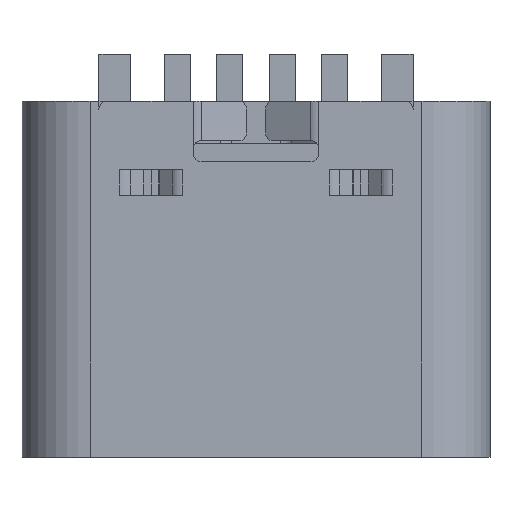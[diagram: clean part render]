
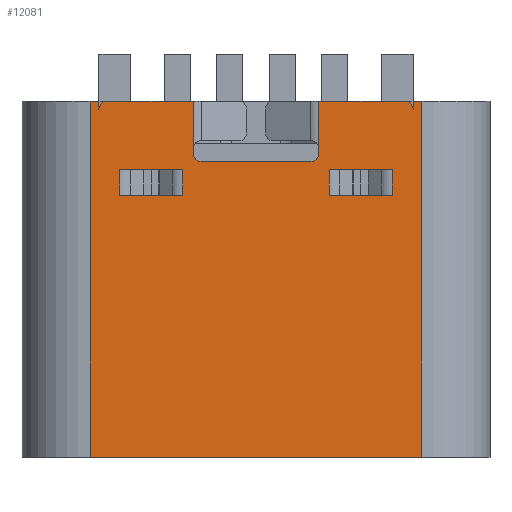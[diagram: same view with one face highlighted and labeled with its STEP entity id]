
A CAD part, top view. The second image highlights one B-rep face of the part: STEP entity #12081.
In plain terms, the highlighted planar face has unit normal (0, 0, 1).
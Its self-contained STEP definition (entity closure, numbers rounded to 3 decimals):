
#290=CIRCLE('',#12661,0.15);
#291=CIRCLE('',#12662,0.15);
#292=CIRCLE('',#12663,0.15);
#293=CIRCLE('',#12664,0.15);
#1568=ORIENTED_EDGE('',*,*,#3798,.F.);
#1569=ORIENTED_EDGE('',*,*,#3683,.T.);
#1570=ORIENTED_EDGE('',*,*,#3641,.T.);
#1571=ORIENTED_EDGE('',*,*,#3793,.F.);
#1572=ORIENTED_EDGE('',*,*,#3799,.F.);
#1573=ORIENTED_EDGE('',*,*,#3800,.T.);
#1574=ORIENTED_EDGE('',*,*,#3667,.T.);
#1575=ORIENTED_EDGE('',*,*,#3678,.F.);
#1576=ORIENTED_EDGE('',*,*,#3801,.F.);
#1577=ORIENTED_EDGE('',*,*,#3664,.T.);
#1578=ORIENTED_EDGE('',*,*,#3802,.T.);
#1579=ORIENTED_EDGE('',*,*,#3803,.F.);
#1580=ORIENTED_EDGE('',*,*,#3804,.T.);
#1581=ORIENTED_EDGE('',*,*,#3805,.F.);
#1582=ORIENTED_EDGE('',*,*,#3806,.T.);
#1583=ORIENTED_EDGE('',*,*,#3807,.F.);
#1584=ORIENTED_EDGE('',*,*,#3808,.F.);
#1585=ORIENTED_EDGE('',*,*,#3644,.T.);
#1586=ORIENTED_EDGE('',*,*,#3552,.F.);
#1587=ORIENTED_EDGE('',*,*,#3809,.F.);
#1588=ORIENTED_EDGE('',*,*,#3810,.F.);
#1589=ORIENTED_EDGE('',*,*,#3811,.T.);
#1590=ORIENTED_EDGE('',*,*,#3812,.F.);
#1591=ORIENTED_EDGE('',*,*,#3813,.F.);
#1592=ORIENTED_EDGE('',*,*,#3814,.F.);
#1593=ORIENTED_EDGE('',*,*,#3815,.T.);
#1594=ORIENTED_EDGE('',*,*,#3816,.F.);
#1595=ORIENTED_EDGE('',*,*,#3817,.F.);
#1596=ORIENTED_EDGE('',*,*,#3535,.F.);
#1597=ORIENTED_EDGE('',*,*,#3818,.T.);
#1598=ORIENTED_EDGE('',*,*,#3819,.F.);
#1599=ORIENTED_EDGE('',*,*,#3820,.F.);
#1600=ORIENTED_EDGE('',*,*,#3821,.F.);
#1601=ORIENTED_EDGE('',*,*,#3822,.T.);
#3535=EDGE_CURVE('',#4739,#4740,#5651,.T.);
#3552=EDGE_CURVE('',#4751,#4752,#5668,.T.);
#3641=EDGE_CURVE('',#4809,#4808,#5751,.T.);
#3644=EDGE_CURVE('',#4811,#4810,#5754,.T.);
#3664=EDGE_CURVE('',#4831,#4830,#5766,.T.);
#3667=EDGE_CURVE('',#4833,#4832,#5769,.T.);
#3678=EDGE_CURVE('',#4838,#4832,#5779,.T.);
#3683=EDGE_CURVE('',#4839,#4809,#5784,.T.);
#3793=EDGE_CURVE('',#4926,#4808,#5870,.T.);
#3798=EDGE_CURVE('',#4839,#4810,#290,.T.);
#3799=EDGE_CURVE('',#4927,#4926,#5875,.T.);
#3800=EDGE_CURVE('',#4927,#4833,#5876,.T.);
#3801=EDGE_CURVE('',#4831,#4838,#291,.T.);
#3802=EDGE_CURVE('',#4830,#4928,#5877,.T.);
#3803=EDGE_CURVE('',#4929,#4928,#5878,.T.);
#3804=EDGE_CURVE('',#4929,#4930,#292,.T.);
#3805=EDGE_CURVE('',#4931,#4930,#5879,.T.);
#3806=EDGE_CURVE('',#4931,#4932,#293,.T.);
#3807=EDGE_CURVE('',#4933,#4932,#5880,.T.);
#3808=EDGE_CURVE('',#4811,#4933,#5881,.T.);
#3809=EDGE_CURVE('',#4934,#4751,#5882,.T.);
#3810=EDGE_CURVE('',#4935,#4934,#5883,.T.);
#3811=EDGE_CURVE('',#4935,#4936,#5884,.T.);
#3812=EDGE_CURVE('',#4937,#4936,#5885,.T.);
#3813=EDGE_CURVE('',#4938,#4937,#5886,.T.);
#3814=EDGE_CURVE('',#4939,#4938,#5887,.T.);
#3815=EDGE_CURVE('',#4939,#4752,#5888,.T.);
#3816=EDGE_CURVE('',#4940,#4941,#5889,.T.);
#3817=EDGE_CURVE('',#4740,#4940,#5890,.T.);
#3818=EDGE_CURVE('',#4739,#4942,#5891,.T.);
#3819=EDGE_CURVE('',#4943,#4942,#5892,.T.);
#3820=EDGE_CURVE('',#4944,#4943,#5893,.T.);
#3821=EDGE_CURVE('',#4945,#4944,#5894,.T.);
#3822=EDGE_CURVE('',#4945,#4941,#5895,.T.);
#4739=VERTEX_POINT('',#16524);
#4740=VERTEX_POINT('',#16526);
#4751=VERTEX_POINT('',#16558);
#4752=VERTEX_POINT('',#16560);
#4808=VERTEX_POINT('',#16737);
#4809=VERTEX_POINT('',#16739);
#4810=VERTEX_POINT('',#16742);
#4811=VERTEX_POINT('',#16744);
#4830=VERTEX_POINT('',#16782);
#4831=VERTEX_POINT('',#16784);
#4832=VERTEX_POINT('',#16787);
#4833=VERTEX_POINT('',#16789);
#4838=VERTEX_POINT('',#16809);
#4839=VERTEX_POINT('',#16819);
#4926=VERTEX_POINT('',#17035);
#4927=VERTEX_POINT('',#17049);
#4928=VERTEX_POINT('',#17053);
#4929=VERTEX_POINT('',#17055);
#4930=VERTEX_POINT('',#17057);
#4931=VERTEX_POINT('',#17059);
#4932=VERTEX_POINT('',#17061);
#4933=VERTEX_POINT('',#17063);
#4934=VERTEX_POINT('',#17066);
#4935=VERTEX_POINT('',#17068);
#4936=VERTEX_POINT('',#17070);
#4937=VERTEX_POINT('',#17072);
#4938=VERTEX_POINT('',#17074);
#4939=VERTEX_POINT('',#17076);
#4940=VERTEX_POINT('',#17079);
#4941=VERTEX_POINT('',#17080);
#4942=VERTEX_POINT('',#17083);
#4943=VERTEX_POINT('',#17085);
#4944=VERTEX_POINT('',#17087);
#4945=VERTEX_POINT('',#17089);
#5651=LINE('',#16525,#6701);
#5668=LINE('',#16559,#6718);
#5751=LINE('',#16738,#6801);
#5754=LINE('',#16743,#6804);
#5766=LINE('',#16783,#6816);
#5769=LINE('',#16788,#6819);
#5779=LINE('',#16810,#6829);
#5784=LINE('',#16818,#6834);
#5870=LINE('',#17036,#6920);
#5875=LINE('',#17048,#6925);
#5876=LINE('',#17050,#6926);
#5877=LINE('',#17052,#6927);
#5878=LINE('',#17054,#6928);
#5879=LINE('',#17058,#6929);
#5880=LINE('',#17062,#6930);
#5881=LINE('',#17064,#6931);
#5882=LINE('',#17065,#6932);
#5883=LINE('',#17067,#6933);
#5884=LINE('',#17069,#6934);
#5885=LINE('',#17071,#6935);
#5886=LINE('',#17073,#6936);
#5887=LINE('',#17075,#6937);
#5888=LINE('',#17077,#6938);
#5889=LINE('',#17078,#6939);
#5890=LINE('',#17081,#6940);
#5891=LINE('',#17082,#6941);
#5892=LINE('',#17084,#6942);
#5893=LINE('',#17086,#6943);
#5894=LINE('',#17088,#6944);
#5895=LINE('',#17090,#6945);
#6701=VECTOR('',#13840,1000.);
#6718=VECTOR('',#13867,1000.);
#6801=VECTOR('',#14028,1000.);
#6804=VECTOR('',#14031,1000.);
#6816=VECTOR('',#14059,1000.);
#6819=VECTOR('',#14062,1000.);
#6829=VECTOR('',#14084,1000.);
#6834=VECTOR('',#14095,1000.);
#6920=VECTOR('',#14269,1000.);
#6925=VECTOR('',#14288,1000.);
#6926=VECTOR('',#14289,1000.);
#6927=VECTOR('',#14292,1000.);
#6928=VECTOR('',#14293,1000.);
#6929=VECTOR('',#14296,1000.);
#6930=VECTOR('',#14299,1000.);
#6931=VECTOR('',#14300,1000.);
#6932=VECTOR('',#14301,1000.);
#6933=VECTOR('',#14302,1000.);
#6934=VECTOR('',#14303,1000.);
#6935=VECTOR('',#14304,1000.);
#6936=VECTOR('',#14305,1000.);
#6937=VECTOR('',#14306,1000.);
#6938=VECTOR('',#14307,1000.);
#6939=VECTOR('',#14308,1000.);
#6940=VECTOR('',#14309,1000.);
#6941=VECTOR('',#14310,1000.);
#6942=VECTOR('',#14311,1000.);
#6943=VECTOR('',#14312,1000.);
#6944=VECTOR('',#14313,1000.);
#6945=VECTOR('',#14314,1000.);
#7565=EDGE_LOOP('',(#1568,#1569,#1570,#1571,#1572,#1573,#1574,#1575,#1576,
#1577,#1578,#1579,#1580,#1581,#1582,#1583,#1584,#1585));
#7566=EDGE_LOOP('',(#1586,#1587,#1588,#1589,#1590,#1591,#1592,#1593));
#7567=EDGE_LOOP('',(#1594,#1595,#1596,#1597,#1598,#1599,#1600,#1601));
#8040=FACE_BOUND('',#7565,.T.);
#8041=FACE_BOUND('',#7566,.T.);
#8042=FACE_BOUND('',#7567,.T.);
#8466=PLANE('',#12660);
#12081=ADVANCED_FACE('',(#8040,#8041,#8042),#8466,.F.);
#12660=AXIS2_PLACEMENT_3D('',#17046,#14284,#14285);
#12661=AXIS2_PLACEMENT_3D('',#17047,#14286,#14287);
#12662=AXIS2_PLACEMENT_3D('',#17051,#14290,#14291);
#12663=AXIS2_PLACEMENT_3D('',#17056,#14294,#14295);
#12664=AXIS2_PLACEMENT_3D('',#17060,#14297,#14298);
#13840=DIRECTION('',(0.,1.,0.));
#13867=DIRECTION('',(0.,-1.,0.));
#14028=DIRECTION('',(-1.,0.,0.));
#14031=DIRECTION('',(-1.,0.,0.));
#14059=DIRECTION('',(-1.,0.,0.));
#14062=DIRECTION('',(-1.,0.,0.));
#14084=DIRECTION('',(0.,1.,0.));
#14095=DIRECTION('',(0.,1.,0.));
#14269=DIRECTION('',(0.,1.,0.));
#14284=DIRECTION('',(0.,0.,-1.));
#14285=DIRECTION('',(-1.,0.,0.));
#14286=DIRECTION('',(0.,0.,-1.));
#14287=DIRECTION('',(-1.,0.,0.));
#14288=DIRECTION('',(-1.,0.,0.));
#14289=DIRECTION('',(0.,1.,0.));
#14290=DIRECTION('',(0.,0.,-1.));
#14291=DIRECTION('',(-1.,0.,0.));
#14292=DIRECTION('',(0.,-1.,0.));
#14293=DIRECTION('',(0.,1.,0.));
#14294=DIRECTION('',(0.,0.,-1.));
#14295=DIRECTION('',(-1.,0.,0.));
#14296=DIRECTION('',(1.,0.,0.));
#14297=DIRECTION('',(0.,0.,-1.));
#14298=DIRECTION('',(-1.,0.,0.));
#14299=DIRECTION('',(0.,-1.,0.));
#14300=DIRECTION('',(0.,-1.,0.));
#14301=DIRECTION('',(-1.,0.,0.));
#14302=DIRECTION('',(0.,1.,0.));
#14303=DIRECTION('',(0.,-1.,0.));
#14304=DIRECTION('',(0.,1.,0.));
#14305=DIRECTION('',(1.,0.,0.));
#14306=DIRECTION('',(0.,-1.,0.));
#14307=DIRECTION('',(0.,1.,0.));
#14308=DIRECTION('',(0.,-1.,0.));
#14309=DIRECTION('',(-1.,0.,0.));
#14310=DIRECTION('',(0.,-1.,0.));
#14311=DIRECTION('',(0.,1.,0.));
#14312=DIRECTION('',(1.,0.,0.));
#14313=DIRECTION('',(0.,-1.,0.));
#14314=DIRECTION('',(0.,1.,0.));
#16524=CARTESIAN_POINT('',(2.6,5.498,1.58));
#16525=CARTESIAN_POINT('',(2.6,5.5,1.58));
#16526=CARTESIAN_POINT('',(2.6,5.5,1.58));
#16558=CARTESIAN_POINT('',(-2.6,5.5,1.58));
#16559=CARTESIAN_POINT('',(-2.6,5.,1.58));
#16560=CARTESIAN_POINT('',(-2.6,5.498,1.58));
#16737=CARTESIAN_POINT('',(-3.17,6.8,1.58));
#16738=CARTESIAN_POINT('',(-3.,6.8,1.58));
#16739=CARTESIAN_POINT('',(-3.,6.8,1.58));
#16742=CARTESIAN_POINT('',(-2.85,6.8,1.58));
#16743=CARTESIAN_POINT('',(-3.17,6.8,1.58));
#16744=CARTESIAN_POINT('',(-1.2,6.8,1.58));
#16782=CARTESIAN_POINT('',(1.2,6.8,1.58));
#16783=CARTESIAN_POINT('',(-3.17,6.8,1.58));
#16784=CARTESIAN_POINT('',(2.85,6.8,1.58));
#16787=CARTESIAN_POINT('',(3.,6.8,1.58));
#16788=CARTESIAN_POINT('',(3.17,6.8,1.58));
#16789=CARTESIAN_POINT('',(3.17,6.8,1.58));
#16809=CARTESIAN_POINT('',(3.,6.65,1.58));
#16810=CARTESIAN_POINT('',(3.,6.,1.58));
#16818=CARTESIAN_POINT('',(-3.,6.,1.58));
#16819=CARTESIAN_POINT('',(-3.,6.65,1.58));
#17035=CARTESIAN_POINT('',(-3.17,0.,1.58));
#17036=CARTESIAN_POINT('',(-3.17,6.,1.58));
#17046=CARTESIAN_POINT('',(3.17,6.,1.58));
#17047=CARTESIAN_POINT('',(-2.85,6.65,1.58));
#17048=CARTESIAN_POINT('',(-3.17,0.,1.58));
#17049=CARTESIAN_POINT('',(3.17,0.,1.58));
#17050=CARTESIAN_POINT('',(3.17,6.,1.58));
#17051=CARTESIAN_POINT('',(2.85,6.65,1.58));
#17052=CARTESIAN_POINT('',(1.2,6.8,1.58));
#17053=CARTESIAN_POINT('',(1.2,5.902,1.58));
#17054=CARTESIAN_POINT('',(1.2,5.65,1.58));
#17055=CARTESIAN_POINT('',(1.2,5.8,1.58));
#17056=CARTESIAN_POINT('',(1.05,5.8,1.58));
#17057=CARTESIAN_POINT('',(1.05,5.65,1.58));
#17058=CARTESIAN_POINT('',(-1.2,5.65,1.58));
#17059=CARTESIAN_POINT('',(-1.05,5.65,1.58));
#17060=CARTESIAN_POINT('',(-1.05,5.8,1.58));
#17061=CARTESIAN_POINT('',(-1.2,5.8,1.58));
#17062=CARTESIAN_POINT('',(-1.2,6.8,1.58));
#17063=CARTESIAN_POINT('',(-1.2,5.902,1.58));
#17064=CARTESIAN_POINT('',(-1.2,6.8,1.58));
#17065=CARTESIAN_POINT('',(-2.6,5.5,1.58));
#17066=CARTESIAN_POINT('',(-1.4,5.5,1.58));
#17067=CARTESIAN_POINT('',(-1.4,5.5,1.58));
#17068=CARTESIAN_POINT('',(-1.4,5.498,1.58));
#17069=CARTESIAN_POINT('',(-1.4,5.498,1.58));
#17070=CARTESIAN_POINT('',(-1.4,5.002,1.58));
#17071=CARTESIAN_POINT('',(-1.4,5.5,1.58));
#17072=CARTESIAN_POINT('',(-1.4,5.,1.58));
#17073=CARTESIAN_POINT('',(-1.4,5.,1.58));
#17074=CARTESIAN_POINT('',(-2.6,5.,1.58));
#17075=CARTESIAN_POINT('',(-2.6,5.,1.58));
#17076=CARTESIAN_POINT('',(-2.6,5.002,1.58));
#17077=CARTESIAN_POINT('',(-2.6,5.002,1.58));
#17078=CARTESIAN_POINT('',(1.4,5.,1.58));
#17079=CARTESIAN_POINT('',(1.4,5.5,1.58));
#17080=CARTESIAN_POINT('',(1.4,5.498,1.58));
#17081=CARTESIAN_POINT('',(1.4,5.5,1.58));
#17082=CARTESIAN_POINT('',(2.6,5.498,1.58));
#17083=CARTESIAN_POINT('',(2.6,5.002,1.58));
#17084=CARTESIAN_POINT('',(2.6,5.5,1.58));
#17085=CARTESIAN_POINT('',(2.6,5.,1.58));
#17086=CARTESIAN_POINT('',(2.6,5.,1.58));
#17087=CARTESIAN_POINT('',(1.4,5.,1.58));
#17088=CARTESIAN_POINT('',(1.4,5.,1.58));
#17089=CARTESIAN_POINT('',(1.4,5.002,1.58));
#17090=CARTESIAN_POINT('',(1.4,5.002,1.58));
